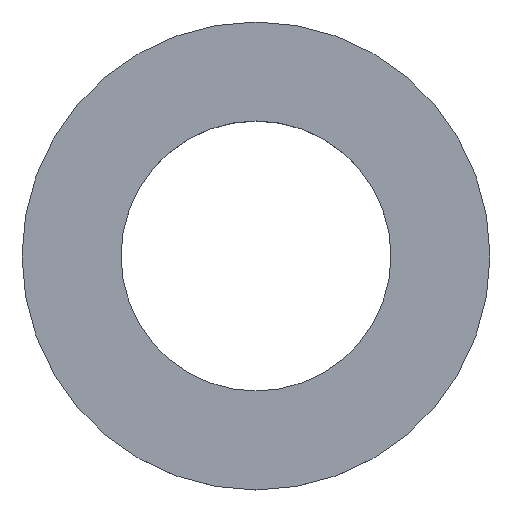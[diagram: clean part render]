
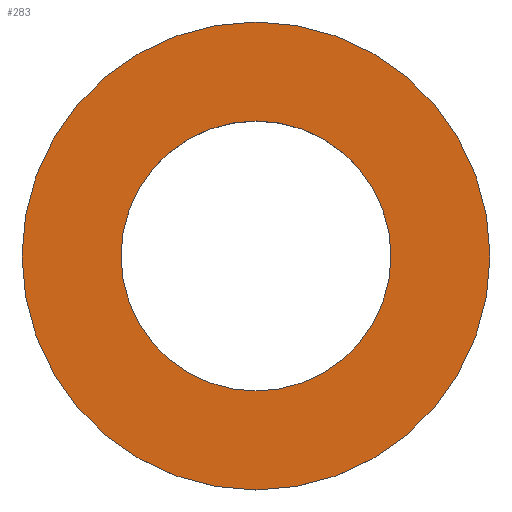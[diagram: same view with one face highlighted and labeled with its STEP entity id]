
A CAD part, top view. The second image highlights one B-rep face of the part: STEP entity #283.
In plain terms, the highlighted planar face has unit normal (0, 0, 1).
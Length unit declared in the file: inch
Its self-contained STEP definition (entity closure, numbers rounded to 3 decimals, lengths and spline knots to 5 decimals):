
#142=CARTESIAN_POINT('',(0.,0.,12.065));
#143=DIRECTION('',(0.,0.,-1.));
#144=DIRECTION('',(1.,0.,0.));
#145=AXIS2_PLACEMENT_3D('',#142,#143,#144);
#147=CARTESIAN_POINT('',(0.,0.,12.065));
#148=DIRECTION('',(0.,0.,-1.));
#149=DIRECTION('',(-1.,0.,0.));
#150=AXIS2_PLACEMENT_3D('',#147,#148,#149);
#152=CARTESIAN_POINT('',(0.,0.,12.065));
#153=DIRECTION('',(0.,0.,1.));
#154=DIRECTION('',(1.,0.,0.));
#155=AXIS2_PLACEMENT_3D('',#152,#153,#154);
#157=CARTESIAN_POINT('',(0.,0.,12.065));
#158=DIRECTION('',(0.,0.,1.));
#159=DIRECTION('',(-1.,0.,0.));
#160=AXIS2_PLACEMENT_3D('',#157,#158,#159);
#210=CARTESIAN_POINT('',(38.1,0.,12.065));
#211=CARTESIAN_POINT('',(-38.1,0.,12.065));
#212=VERTEX_POINT('',#210);
#213=VERTEX_POINT('',#211);
#214=CARTESIAN_POINT('',(66.04,0.,12.065));
#215=CARTESIAN_POINT('',(-66.04,0.,12.065));
#216=VERTEX_POINT('',#214);
#217=VERTEX_POINT('',#215);
#268=CARTESIAN_POINT('',(0.,0.,12.065));
#269=DIRECTION('',(0.,0.,1.));
#270=DIRECTION('',(1.,0.,0.));
#271=AXIS2_PLACEMENT_3D('',#268,#269,#270);
#272=PLANE('',#271);
#274=ORIENTED_EDGE('',*,*,#273,.F.);
#276=ORIENTED_EDGE('',*,*,#275,.F.);
#277=EDGE_LOOP('',(#274,#276));
#278=FACE_OUTER_BOUND('',#277,.F.);
#279=ORIENTED_EDGE('',*,*,#247,.F.);
#280=ORIENTED_EDGE('',*,*,#261,.F.);
#281=EDGE_LOOP('',(#279,#280));
#282=FACE_BOUND('',#281,.F.);
#146=CIRCLE('',#145,38.1);
#151=CIRCLE('',#150,38.1);
#156=CIRCLE('',#155,66.04);
#161=CIRCLE('',#160,66.04);
#247=EDGE_CURVE('',#212,#213,#146,.T.);
#261=EDGE_CURVE('',#213,#212,#151,.T.);
#273=EDGE_CURVE('',#216,#217,#156,.T.);
#275=EDGE_CURVE('',#217,#216,#161,.T.);
#283=ADVANCED_FACE('',(#278,#282),#272,.T.);
